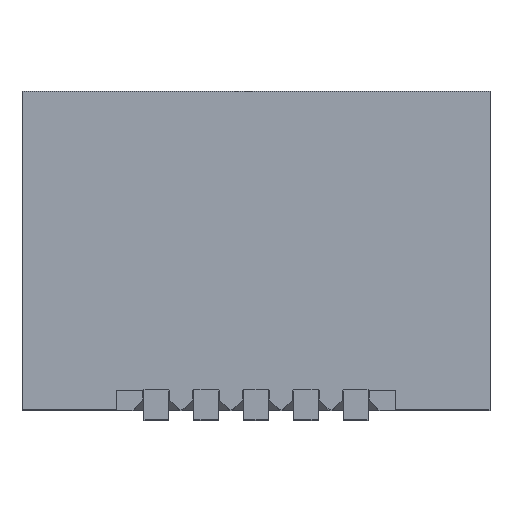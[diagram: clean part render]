
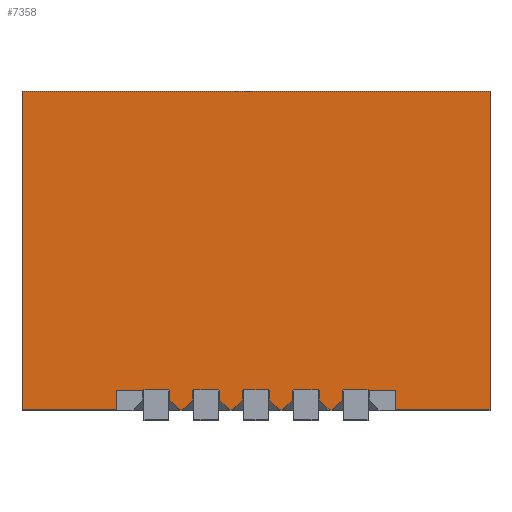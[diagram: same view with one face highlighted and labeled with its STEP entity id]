
A CAD part, top view. The second image highlights one B-rep face of the part: STEP entity #7358.
In plain terms, the highlighted planar face has unit normal (0, 0, 1).
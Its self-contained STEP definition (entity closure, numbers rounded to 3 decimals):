
#294=DIRECTION('',(1.,0.,0.));
#295=VECTOR('',#294,0.945);
#296=CARTESIAN_POINT('',(-2.35,0.,1.9));
#297=LINE('14763',#296,#295);
#314=DIRECTION('',(1.,0.,0.));
#315=VECTOR('',#314,0.03);
#316=CARTESIAN_POINT('',(-0.765,0.,1.9));
#317=LINE('6907',#316,#315);
#326=DIRECTION('',(1.,0.,0.));
#327=VECTOR('',#326,0.03);
#328=CARTESIAN_POINT('',(-0.265,0.,1.9));
#329=LINE('6685',#328,#327);
#338=DIRECTION('',(1.,0.,0.));
#339=VECTOR('',#338,0.03);
#340=CARTESIAN_POINT('',(0.235,0.,1.9));
#341=LINE('6463',#340,#339);
#350=DIRECTION('',(1.,0.,0.));
#351=VECTOR('',#350,0.03);
#352=CARTESIAN_POINT('',(0.735,0.,1.9));
#353=LINE('6241',#352,#351);
#370=DIRECTION('',(1.,0.,0.));
#371=VECTOR('',#370,0.945);
#372=CARTESIAN_POINT('',(1.405,0.,1.9));
#373=LINE('14598',#372,#371);
#494=DIRECTION('',(1.,0.,0.));
#495=VECTOR('',#494,0.54);
#496=CARTESIAN_POINT('',(-1.405,0.2,1.9));
#497=LINE('14786',#496,#495);
#510=DIRECTION('',(1.,0.,0.));
#511=VECTOR('',#510,0.54);
#512=CARTESIAN_POINT('',(0.865,0.2,1.9));
#513=LINE('14624',#512,#511);
#1394=DIRECTION('',(1.,0.,0.));
#1395=VECTOR('',#1394,4.7);
#1396=CARTESIAN_POINT('',(-2.35,3.2,1.9));
#1397=LINE('61',#1396,#1395);
#1810=DIRECTION('',(0.,1.,0.));
#1811=VECTOR('',#1810,3.2);
#1812=CARTESIAN_POINT('',(2.35,0.,1.9));
#1813=LINE('81',#1812,#1811);
#2842=DIRECTION('',(0.,1.,0.));
#2843=VECTOR('',#2842,0.2);
#2844=CARTESIAN_POINT('',(-1.405,0.,1.9));
#2845=LINE('14567',#2844,#2843);
#2846=DIRECTION('',(0.,1.,0.));
#2847=VECTOR('',#2846,3.2);
#2848=CARTESIAN_POINT('',(-2.35,0.,1.9));
#2849=LINE('79',#2848,#2847);
#2850=DIRECTION('',(0.,1.,0.));
#2851=VECTOR('',#2850,0.2);
#2852=CARTESIAN_POINT('',(1.405,0.,1.9));
#2853=LINE('14566',#2852,#2851);
#2854=DIRECTION('',(0.,1.,0.));
#2855=VECTOR('',#2854,0.1);
#2856=CARTESIAN_POINT('',(0.865,0.1,1.9));
#2857=LINE('1397',#2856,#2855);
#2858=DIRECTION('',(0.707,0.707,0.));
#2859=VECTOR('',#2858,0.141);
#2860=CARTESIAN_POINT('',(0.765,0.,1.9));
#2861=LINE('1379',#2860,#2859);
#2862=DIRECTION('',(0.707,-0.707,0.));
#2863=VECTOR('',#2862,0.141);
#2864=CARTESIAN_POINT('',(0.635,0.1,1.9));
#2865=LINE('6224',#2864,#2863);
#2866=DIRECTION('',(0.,1.,0.));
#2867=VECTOR('',#2866,0.1);
#2868=CARTESIAN_POINT('',(0.635,0.1,1.9));
#2869=LINE('6237',#2868,#2867);
#2870=DIRECTION('',(1.,0.,0.));
#2871=VECTOR('',#2870,0.27);
#2872=CARTESIAN_POINT('',(0.365,0.2,1.9));
#2873=LINE('6047',#2872,#2871);
#2874=DIRECTION('',(0.,1.,0.));
#2875=VECTOR('',#2874,0.1);
#2876=CARTESIAN_POINT('',(0.365,0.1,1.9));
#2877=LINE('6236',#2876,#2875);
#2878=DIRECTION('',(0.707,0.707,0.));
#2879=VECTOR('',#2878,0.141);
#2880=CARTESIAN_POINT('',(0.265,0.,1.9));
#2881=LINE('6218',#2880,#2879);
#2882=DIRECTION('',(0.707,-0.707,0.));
#2883=VECTOR('',#2882,0.141);
#2884=CARTESIAN_POINT('',(0.135,0.1,1.9));
#2885=LINE('6446',#2884,#2883);
#2886=DIRECTION('',(0.,1.,0.));
#2887=VECTOR('',#2886,0.1);
#2888=CARTESIAN_POINT('',(0.135,0.1,1.9));
#2889=LINE('6459',#2888,#2887);
#2890=DIRECTION('',(1.,0.,0.));
#2891=VECTOR('',#2890,0.27);
#2892=CARTESIAN_POINT('',(-0.135,0.2,1.9));
#2893=LINE('6269',#2892,#2891);
#2894=DIRECTION('',(0.,1.,0.));
#2895=VECTOR('',#2894,0.1);
#2896=CARTESIAN_POINT('',(-0.135,0.1,1.9));
#2897=LINE('6458',#2896,#2895);
#2898=DIRECTION('',(0.707,0.707,0.));
#2899=VECTOR('',#2898,0.141);
#2900=CARTESIAN_POINT('',(-0.235,0.,1.9));
#2901=LINE('6440',#2900,#2899);
#2902=DIRECTION('',(0.707,-0.707,0.));
#2903=VECTOR('',#2902,0.141);
#2904=CARTESIAN_POINT('',(-0.365,0.1,1.9));
#2905=LINE('6668',#2904,#2903);
#2906=DIRECTION('',(0.,1.,0.));
#2907=VECTOR('',#2906,0.1);
#2908=CARTESIAN_POINT('',(-0.365,0.1,1.9));
#2909=LINE('6681',#2908,#2907);
#2910=DIRECTION('',(1.,0.,0.));
#2911=VECTOR('',#2910,0.27);
#2912=CARTESIAN_POINT('',(-0.635,0.2,1.9));
#2913=LINE('6491',#2912,#2911);
#2914=DIRECTION('',(0.,1.,0.));
#2915=VECTOR('',#2914,0.1);
#2916=CARTESIAN_POINT('',(-0.635,0.1,1.9));
#2917=LINE('6680',#2916,#2915);
#2918=DIRECTION('',(0.707,0.707,0.));
#2919=VECTOR('',#2918,0.141);
#2920=CARTESIAN_POINT('',(-0.735,0.,1.9));
#2921=LINE('6662',#2920,#2919);
#2922=DIRECTION('',(0.707,-0.707,0.));
#2923=VECTOR('',#2922,0.141);
#2924=CARTESIAN_POINT('',(-0.865,0.1,1.9));
#2925=LINE('6890',#2924,#2923);
#2926=DIRECTION('',(0.,1.,0.));
#2927=VECTOR('',#2926,0.1);
#2928=CARTESIAN_POINT('',(-0.865,0.1,1.9));
#2929=LINE('6903',#2928,#2927);
#3214=CARTESIAN_POINT('',(-2.35,3.2,1.9));
#3215=CARTESIAN_POINT('',(2.35,3.2,1.9));
#3216=VERTEX_POINT('',#3214);
#3217=VERTEX_POINT('',#3215);
#3224=CARTESIAN_POINT('',(-2.35,0.,1.9));
#3225=VERTEX_POINT('',#3224);
#3226=CARTESIAN_POINT('',(2.35,0.,1.9));
#3227=VERTEX_POINT('',#3226);
#3334=CARTESIAN_POINT('',(0.865,0.2,1.9));
#3335=VERTEX_POINT('',#3334);
#3362=CARTESIAN_POINT('',(0.765,0.,1.9));
#3363=CARTESIAN_POINT('',(0.865,0.1,1.9));
#3364=VERTEX_POINT('',#3362);
#3365=VERTEX_POINT('',#3363);
#3444=CARTESIAN_POINT('',(0.365,0.2,1.9));
#3445=VERTEX_POINT('',#3444);
#3452=CARTESIAN_POINT('',(0.635,0.2,1.9));
#3453=VERTEX_POINT('',#3452);
#3540=CARTESIAN_POINT('',(-0.135,0.2,1.9));
#3541=VERTEX_POINT('',#3540);
#3548=CARTESIAN_POINT('',(0.135,0.2,1.9));
#3549=VERTEX_POINT('',#3548);
#3636=CARTESIAN_POINT('',(-0.635,0.2,1.9));
#3637=VERTEX_POINT('',#3636);
#3644=CARTESIAN_POINT('',(-0.365,0.2,1.9));
#3645=VERTEX_POINT('',#3644);
#3732=CARTESIAN_POINT('',(-0.865,0.2,1.9));
#3733=VERTEX_POINT('',#3732);
#3794=CARTESIAN_POINT('',(0.265,0.,1.9));
#3795=CARTESIAN_POINT('',(0.365,0.1,1.9));
#3796=VERTEX_POINT('',#3794);
#3797=VERTEX_POINT('',#3795);
#3798=CARTESIAN_POINT('',(0.635,0.1,1.9));
#3799=VERTEX_POINT('',#3798);
#3800=CARTESIAN_POINT('',(0.735,0.,1.9));
#3801=VERTEX_POINT('',#3800);
#3842=CARTESIAN_POINT('',(-0.235,0.,1.9));
#3843=CARTESIAN_POINT('',(-0.135,0.1,1.9));
#3844=VERTEX_POINT('',#3842);
#3845=VERTEX_POINT('',#3843);
#3846=CARTESIAN_POINT('',(0.135,0.1,1.9));
#3847=VERTEX_POINT('',#3846);
#3848=CARTESIAN_POINT('',(0.235,0.,1.9));
#3849=VERTEX_POINT('',#3848);
#3890=CARTESIAN_POINT('',(-0.735,0.,1.9));
#3891=CARTESIAN_POINT('',(-0.635,0.1,1.9));
#3892=VERTEX_POINT('',#3890);
#3893=VERTEX_POINT('',#3891);
#3894=CARTESIAN_POINT('',(-0.365,0.1,1.9));
#3895=VERTEX_POINT('',#3894);
#3896=CARTESIAN_POINT('',(-0.265,0.,1.9));
#3897=VERTEX_POINT('',#3896);
#3938=CARTESIAN_POINT('',(-0.865,0.1,1.9));
#3939=VERTEX_POINT('',#3938);
#3940=CARTESIAN_POINT('',(-0.765,0.,1.9));
#3941=VERTEX_POINT('',#3940);
#4142=CARTESIAN_POINT('',(1.405,0.,1.9));
#4143=VERTEX_POINT('',#4142);
#4144=CARTESIAN_POINT('',(-1.405,0.,1.9));
#4146=VERTEX_POINT('',#4144);
#4150=CARTESIAN_POINT('',(1.405,0.2,1.9));
#4151=VERTEX_POINT('',#4150);
#4152=CARTESIAN_POINT('',(-1.405,0.2,1.9));
#4153=VERTEX_POINT('',#4152);
#7308=CARTESIAN_POINT('',(-2.35,0.,1.9));
#7309=DIRECTION('',(0.,0.,1.));
#7310=DIRECTION('',(1.,0.,0.));
#7311=AXIS2_PLACEMENT_3D('',#7308,#7309,#7310);
#7312=PLANE('78',#7311);
#7313=ORIENTED_EDGE('14786',*,*,#4440,.F.);
#7315=ORIENTED_EDGE('14567',*,*,#7314,.F.);
#7316=ORIENTED_EDGE('14763',*,*,#4253,.F.);
#7317=ORIENTED_EDGE('79',*,*,#6219,.T.);
#7318=ORIENTED_EDGE('61',*,*,#5342,.T.);
#7319=ORIENTED_EDGE('81',*,*,#5834,.F.);
#7320=ORIENTED_EDGE('14598',*,*,#4301,.F.);
#7322=ORIENTED_EDGE('14566',*,*,#7321,.T.);
#7323=ORIENTED_EDGE('14624',*,*,#4460,.F.);
#7324=ORIENTED_EDGE('1397',*,*,#4520,.F.);
#7326=ORIENTED_EDGE('1379',*,*,#7325,.F.);
#7327=ORIENTED_EDGE('6241',*,*,#4289,.F.);
#7329=ORIENTED_EDGE('6224',*,*,#7328,.F.);
#7330=ORIENTED_EDGE('6237',*,*,#5239,.T.);
#7332=ORIENTED_EDGE('6047',*,*,#7331,.F.);
#7333=ORIENTED_EDGE('6236',*,*,#5099,.F.);
#7335=ORIENTED_EDGE('6218',*,*,#7334,.F.);
#7336=ORIENTED_EDGE('6463',*,*,#4281,.F.);
#7338=ORIENTED_EDGE('6446',*,*,#7337,.F.);
#7339=ORIENTED_EDGE('6459',*,*,#6700,.T.);
#7341=ORIENTED_EDGE('6269',*,*,#7340,.F.);
#7342=ORIENTED_EDGE('6458',*,*,#6786,.F.);
#7344=ORIENTED_EDGE('6440',*,*,#7343,.F.);
#7345=ORIENTED_EDGE('6685',*,*,#4273,.F.);
#7346=ORIENTED_EDGE('6668',*,*,#7302,.F.);
#7347=ORIENTED_EDGE('6681',*,*,#7028,.T.);
#7349=ORIENTED_EDGE('6491',*,*,#7348,.F.);
#7350=ORIENTED_EDGE('6680',*,*,#7113,.F.);
#7351=ORIENTED_EDGE('6662',*,*,#7263,.F.);
#7352=ORIENTED_EDGE('6907',*,*,#4265,.F.);
#7354=ORIENTED_EDGE('6890',*,*,#7353,.F.);
#7355=ORIENTED_EDGE('6903',*,*,#5564,.T.);
#7356=EDGE_LOOP('78',(#7313,#7315,#7316,#7317,#7318,#7319,#7320,#7322,#7323,
#7324,#7326,#7327,#7329,#7330,#7332,#7333,#7335,#7336,#7338,#7339,#7341,#7342,
#7344,#7345,#7346,#7347,#7349,#7350,#7351,#7352,#7354,#7355));
#7357=FACE_OUTER_BOUND('78',#7356,.F.);
#4253=EDGE_CURVE('14763',#3225,#4146,#297,.T.);
#4265=EDGE_CURVE('6907',#3941,#3892,#317,.T.);
#4273=EDGE_CURVE('6685',#3897,#3844,#329,.T.);
#4281=EDGE_CURVE('6463',#3849,#3796,#341,.T.);
#4289=EDGE_CURVE('6241',#3801,#3364,#353,.T.);
#4301=EDGE_CURVE('14598',#4143,#3227,#373,.T.);
#4440=EDGE_CURVE('14786',#4153,#3733,#497,.T.);
#4460=EDGE_CURVE('14624',#3335,#4151,#513,.T.);
#4520=EDGE_CURVE('1397',#3365,#3335,#2857,.T.);
#5099=EDGE_CURVE('6236',#3797,#3445,#2877,.T.);
#5239=EDGE_CURVE('6237',#3799,#3453,#2869,.T.);
#5342=EDGE_CURVE('61',#3216,#3217,#1397,.T.);
#5564=EDGE_CURVE('6903',#3939,#3733,#2929,.T.);
#5834=EDGE_CURVE('81',#3227,#3217,#1813,.T.);
#6219=EDGE_CURVE('79',#3225,#3216,#2849,.T.);
#6700=EDGE_CURVE('6459',#3847,#3549,#2889,.T.);
#6786=EDGE_CURVE('6458',#3845,#3541,#2897,.T.);
#7028=EDGE_CURVE('6681',#3895,#3645,#2909,.T.);
#7113=EDGE_CURVE('6680',#3893,#3637,#2917,.T.);
#7263=EDGE_CURVE('6662',#3892,#3893,#2921,.T.);
#7302=EDGE_CURVE('6668',#3895,#3897,#2905,.T.);
#7314=EDGE_CURVE('14567',#4146,#4153,#2845,.T.);
#7321=EDGE_CURVE('14566',#4143,#4151,#2853,.T.);
#7325=EDGE_CURVE('1379',#3364,#3365,#2861,.T.);
#7328=EDGE_CURVE('6224',#3799,#3801,#2865,.T.);
#7331=EDGE_CURVE('6047',#3445,#3453,#2873,.T.);
#7334=EDGE_CURVE('6218',#3796,#3797,#2881,.T.);
#7337=EDGE_CURVE('6446',#3847,#3849,#2885,.T.);
#7340=EDGE_CURVE('6269',#3541,#3549,#2893,.T.);
#7343=EDGE_CURVE('6440',#3844,#3845,#2901,.T.);
#7348=EDGE_CURVE('6491',#3637,#3645,#2913,.T.);
#7353=EDGE_CURVE('6890',#3939,#3941,#2925,.T.);
#7358=ADVANCED_FACE('78',(#7357),#7312,.T.);
